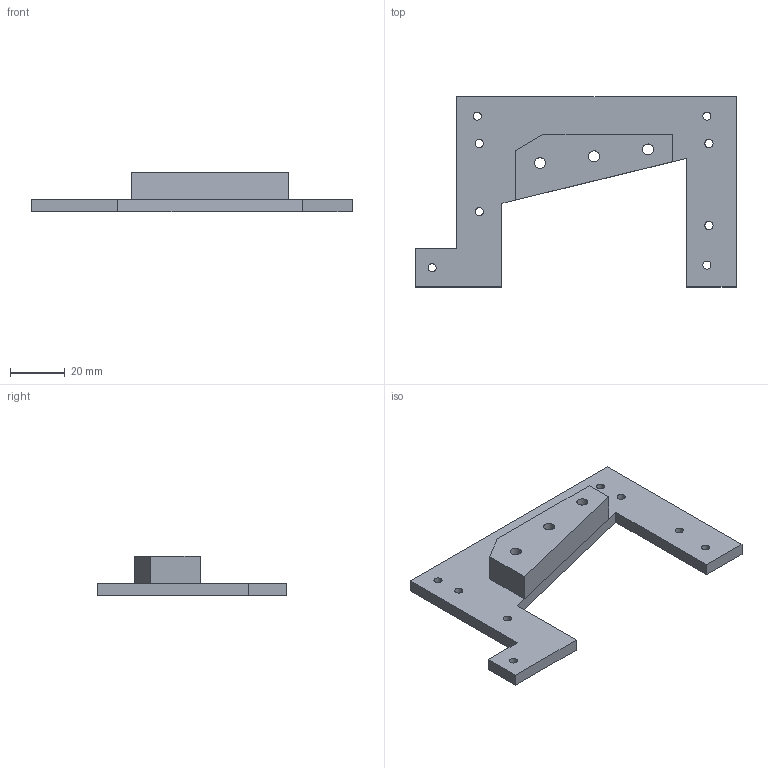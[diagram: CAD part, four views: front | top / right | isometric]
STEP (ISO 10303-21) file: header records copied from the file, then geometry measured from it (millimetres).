
FILE_DESCRIPTION(('FreeCAD Model'),'2;1');
FILE_NAME('Open CASCADE Shape Model','2023-04-23T19:33:27',(''),(''), 'Open CASCADE STEP processor 7.6','FreeCAD','Unknown');
FILE_SCHEMA(('AUTOMOTIVE_DESIGN { 1 0 10303 214 1 1 1 1 }'));
Length unit declared in the file: millimetre
Products named in the file (2): Part002; Body
Assembly tree (1 placements, depth 2):
  Part002
    Body
Bounding box: 117.25 x 69.5 x 14.5 mm (x, y, z)
Volume: 29812.1 mm3; surface area: 13594.4 mm2
Topology: 1 solids, 1 shells, 32 faces, 85 edges, 55 vertices
Faces by surface type: plane 18, cylinder 14
Full cylindrical faces by diameter (mm): 3 x8, 4 x6
Entity records: 2183 total; most frequent: DIRECTION 348, CARTESIAN_POINT 344, LINE 208, VECTOR 208, ORIENTED_EDGE 170, PCURVE 170, DEFINITIONAL_REPRESENTATION 170, EDGE_CURVE 85
